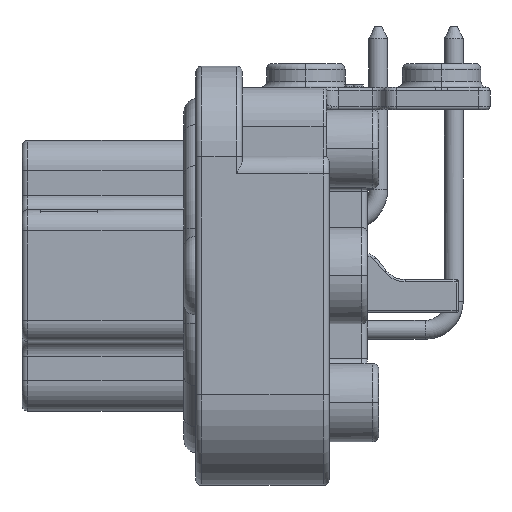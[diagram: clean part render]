
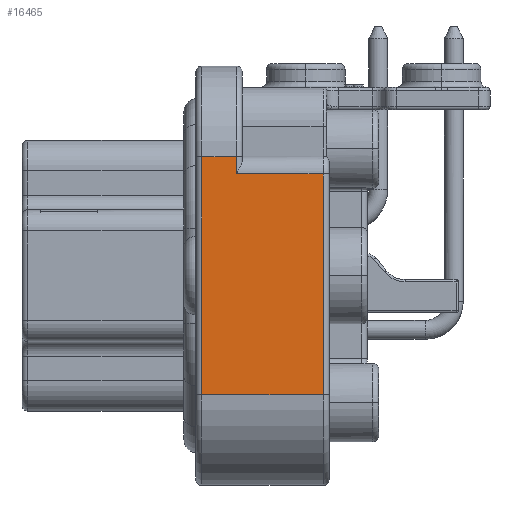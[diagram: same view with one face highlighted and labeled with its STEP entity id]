
A CAD part, left-side view. The second image highlights one B-rep face of the part: STEP entity #16465.
In plain terms, the highlighted planar face has unit normal (-1, 0, 0).
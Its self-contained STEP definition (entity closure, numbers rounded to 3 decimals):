
#143=DIRECTION('',(0.,0.,-1.));
#144=VECTOR('',#143,20.01);
#145=CARTESIAN_POINT('',(-27.56,10.7,10.005));
#146=LINE('',#145,#144);
#1146=DIRECTION('',(0.,1.,0.));
#1147=VECTOR('',#1146,7.3);
#1148=CARTESIAN_POINT('',(-27.56,0.5,8.555));
#1149=LINE('',#1148,#1147);
#1154=DIRECTION('',(0.,0.,1.));
#1155=VECTOR('',#1154,1.45);
#1156=CARTESIAN_POINT('',(-27.56,7.8,8.555));
#1157=LINE('',#1156,#1155);
#1186=DIRECTION('',(0.,1.,0.));
#1187=VECTOR('',#1186,2.9);
#1188=CARTESIAN_POINT('',(-27.56,7.8,10.005));
#1189=LINE('',#1188,#1187);
#5260=DIRECTION('',(0.,0.,1.));
#5261=VECTOR('',#5260,18.56);
#5262=CARTESIAN_POINT('',(-27.56,0.5,-10.005));
#5263=LINE('',#5262,#5261);
#5329=DIRECTION('',(0.,-1.,0.));
#5330=VECTOR('',#5329,10.2);
#5331=CARTESIAN_POINT('',(-27.56,10.7,-10.005));
#5332=LINE('',#5331,#5330);
#12815=CARTESIAN_POINT('',(-27.56,10.7,-10.005));
#12816=VERTEX_POINT('',#12815);
#12817=CARTESIAN_POINT('',(-27.56,10.7,10.005));
#12818=VERTEX_POINT('',#12817);
#13984=CARTESIAN_POINT('',(-27.56,7.8,10.005));
#13985=VERTEX_POINT('',#13984);
#13986=CARTESIAN_POINT('',(-27.56,7.8,8.555));
#13987=VERTEX_POINT('',#13986);
#13988=CARTESIAN_POINT('',(-27.56,0.5,8.555));
#13989=VERTEX_POINT('',#13988);
#13990=CARTESIAN_POINT('',(-27.56,0.5,-10.005));
#13991=VERTEX_POINT('',#13990);
#16448=CARTESIAN_POINT('',(-27.56,0.,-10.005));
#16449=DIRECTION('',(-1.,0.,0.));
#16450=DIRECTION('',(0.,0.,1.));
#16451=AXIS2_PLACEMENT_3D('',#16448,#16449,#16450);
#16452=PLANE('',#16451);
#16454=ORIENTED_EDGE('',*,*,#16453,.F.);
#16455=ORIENTED_EDGE('',*,*,#16437,.F.);
#16457=ORIENTED_EDGE('',*,*,#16456,.F.);
#16459=ORIENTED_EDGE('',*,*,#16458,.F.);
#16460=ORIENTED_EDGE('',*,*,#15693,.F.);
#16462=ORIENTED_EDGE('',*,*,#16461,.F.);
#16463=EDGE_LOOP('',(#16454,#16455,#16457,#16459,#16460,#16462));
#16464=FACE_OUTER_BOUND('',#16463,.F.);
#16465=ADVANCED_FACE('',(#16464),#16452,.T.);
#15693=EDGE_CURVE('',#12818,#12816,#146,.T.);
#16437=EDGE_CURVE('',#13989,#13987,#1149,.T.);
#16453=EDGE_CURVE('',#13987,#13985,#1157,.T.);
#16456=EDGE_CURVE('',#13991,#13989,#5263,.T.);
#16458=EDGE_CURVE('',#12816,#13991,#5332,.T.);
#16461=EDGE_CURVE('',#13985,#12818,#1189,.T.);
